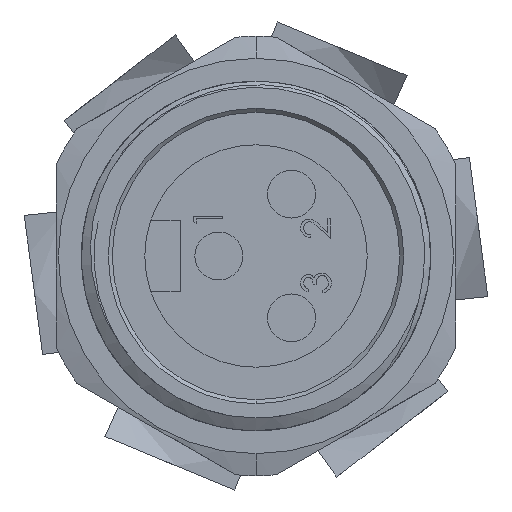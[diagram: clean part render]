
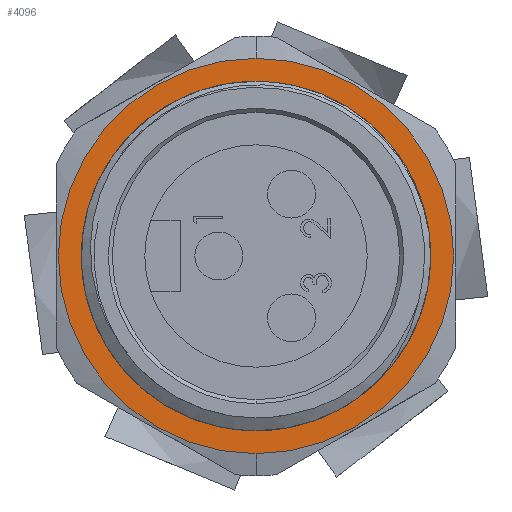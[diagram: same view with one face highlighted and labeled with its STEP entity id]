
A CAD part, left-side view. The second image highlights one B-rep face of the part: STEP entity #4096.
In plain terms, the highlighted planar face has unit normal (-1, 0, 0).
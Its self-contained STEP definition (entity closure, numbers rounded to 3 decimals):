
#2002 = CARTESIAN_POINT ( 'NONE',  ( 9.398, 13.97, 0. ) ) ;
#2430 = EDGE_LOOP ( 'NONE', ( #9823, #9952 ) ) ;
#2860 = CARTESIAN_POINT ( 'NONE',  ( 9.398, 0., 0. ) ) ;
#3283 = DIRECTION ( 'NONE',  ( -1., 0., 0. ) ) ;
#3358 = DIRECTION ( 'NONE',  ( 0., 0., -1. ) ) ;
#3383 = CARTESIAN_POINT ( 'NONE',  ( 9.398, 0., 0. ) ) ;
#4096 = ADVANCED_FACE ( 'NONE', ( #12011, #15239 ), #14183, .F. ) ;
#4250 = DIRECTION ( 'NONE',  ( 0., 0., 1. ) ) ;
#4295 = VERTEX_POINT ( 'NONE', #4854 ) ;
#4377 = CARTESIAN_POINT ( 'NONE',  ( 9.398, 0., 10.414 ) ) ;
#4393 = EDGE_CURVE ( 'NONE', #14999, #11110, #11031, .T. ) ;
#4768 = DIRECTION ( 'NONE',  ( 0., 0., 1. ) ) ;
#4854 = CARTESIAN_POINT ( 'NONE',  ( 9.398, 0., -12.573 ) ) ;
#5074 = EDGE_CURVE ( 'NONE', #12866, #4295, #7805, .T. ) ;
#5654 = AXIS2_PLACEMENT_3D ( 'NONE', #2860, #12381, #4250 ) ;
#6458 = ORIENTED_EDGE ( 'NONE', *, *, #17277, .F. ) ;
#6645 = CARTESIAN_POINT ( 'NONE',  ( 9.398, 0., 12.573 ) ) ;
#6973 = CARTESIAN_POINT ( 'NONE',  ( 9.398, 0., 0. ) ) ;
#7805 = CIRCLE ( 'NONE', #8580, 12.573 ) ;
#8088 = AXIS2_PLACEMENT_3D ( 'NONE', #2002, #11492, #3358 ) ;
#8339 = DIRECTION ( 'NONE',  ( 0., 0., 1. ) ) ;
#8492 = EDGE_CURVE ( 'NONE', #4295, #12866, #17143, .T. ) ;
#8580 = AXIS2_PLACEMENT_3D ( 'NONE', #3383, #12917, #4768 ) ;
#9823 = ORIENTED_EDGE ( 'NONE', *, *, #8492, .T. ) ;
#9952 = ORIENTED_EDGE ( 'NONE', *, *, #5074, .T. ) ;
#11031 = CIRCLE ( 'NONE', #12915, 10.414 ) ;
#11110 = VERTEX_POINT ( 'NONE', #4377 ) ;
#11417 = CARTESIAN_POINT ( 'NONE',  ( 9.398, 0., 0. ) ) ;
#11492 = DIRECTION ( 'NONE',  ( 1., 0., 0. ) ) ;
#11983 = CARTESIAN_POINT ( 'NONE',  ( 9.398, 0., -10.414 ) ) ;
#12011 = FACE_BOUND ( 'NONE', #13403, .T. ) ;
#12101 = CIRCLE ( 'NONE', #5654, 10.414 ) ;
#12381 = DIRECTION ( 'NONE',  ( -1., 0., 0. ) ) ;
#12800 = DIRECTION ( 'NONE',  ( 0., 0., 1. ) ) ;
#12866 = VERTEX_POINT ( 'NONE', #6645 ) ;
#12915 = AXIS2_PLACEMENT_3D ( 'NONE', #6973, #16518, #8339 ) ;
#12917 = DIRECTION ( 'NONE',  ( -1., 0., 0. ) ) ;
#13403 = EDGE_LOOP ( 'NONE', ( #6458, #15582 ) ) ;
#14183 = PLANE ( 'NONE',  #8088 ) ;
#14999 = VERTEX_POINT ( 'NONE', #11983 ) ;
#15239 = FACE_OUTER_BOUND ( 'NONE', #2430, .T. ) ;
#15582 = ORIENTED_EDGE ( 'NONE', *, *, #4393, .F. ) ;
#16518 = DIRECTION ( 'NONE',  ( -1., 0., 0. ) ) ;
#17143 = CIRCLE ( 'NONE', #17534, 12.573 ) ;
#17277 = EDGE_CURVE ( 'NONE', #11110, #14999, #12101, .T. ) ;
#17534 = AXIS2_PLACEMENT_3D ( 'NONE', #11417, #3283, #12800 ) ;
